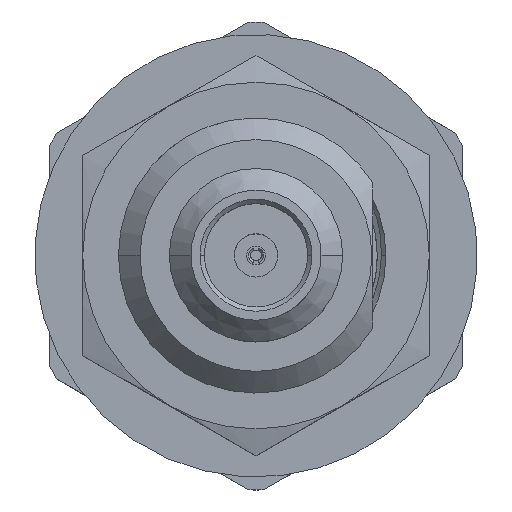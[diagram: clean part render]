
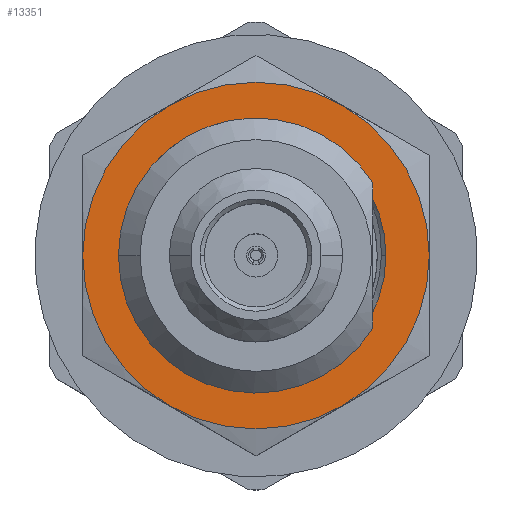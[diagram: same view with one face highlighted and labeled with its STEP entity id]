
A CAD part, top view. The second image highlights one B-rep face of the part: STEP entity #13351.
In plain terms, the highlighted planar face has unit normal (0, 0, 1).
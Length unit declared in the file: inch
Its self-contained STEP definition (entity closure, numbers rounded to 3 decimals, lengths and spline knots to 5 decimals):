
#216 = EDGE_CURVE ( 'NONE', #2348, #8247, #2079, .T. ) ;
#467 = DIRECTION ( 'NONE',  ( 0., 0., -1. ) ) ;
#674 = CARTESIAN_POINT ( 'NONE',  ( -0.14835, 0.08389, 0.71804 ) ) ;
#903 = EDGE_LOOP ( 'NONE', ( #6248, #4954, #6013, #1786, #8969, #8896 ) ) ;
#1194 = CIRCLE ( 'NONE', #11132, 0.15748 ) ;
#1196 = AXIS2_PLACEMENT_3D ( 'NONE', #7266, #2018, #1884 ) ;
#1209 = CARTESIAN_POINT ( 'NONE',  ( -0.05548, 0.00088, 0.71804 ) ) ;
#1232 = EDGE_CURVE ( 'NONE', #8247, #10673, #1451, .T. ) ;
#1268 = AXIS2_PLACEMENT_3D ( 'NONE', #4757, #8064, #13208 ) ;
#1339 = ORIENTED_EDGE ( 'NONE', *, *, #5037, .T. ) ;
#1451 = CIRCLE ( 'NONE', #3202, 0.11811 ) ;
#1519 = DIRECTION ( 'NONE',  ( 0., 0., 1. ) ) ;
#1627 = CARTESIAN_POINT ( 'NONE',  ( -0.17314, 0.02721, 0.71804 ) ) ;
#1657 = CARTESIAN_POINT ( 'NONE',  ( -0.10427, 0.11299, 0.71804 ) ) ;
#1702 = DIRECTION ( 'NONE',  ( 0., 0., 1. ) ) ;
#1786 = ORIENTED_EDGE ( 'NONE', *, *, #9862, .T. ) ;
#1861 = CARTESIAN_POINT ( 'NONE',  ( -0.11255, 0.10967, 0.71804 ) ) ;
#1884 = DIRECTION ( 'NONE',  ( 1., 0., 0. ) ) ;
#2013 = EDGE_LOOP ( 'NONE', ( #6781, #9304, #1339, #10394 ) ) ;
#2018 = DIRECTION ( 'NONE',  ( 0., 0., 1. ) ) ;
#2079 = B_SPLINE_CURVE_WITH_KNOTS ( 'NONE', 3,
 ( #11406, #12313, #10239, #1861, #1657, #11201, #11138, #10364, #13291, #4902, #2774, #7107 ),
 .UNSPECIFIED., .F., .F.,
 ( 4, 2, 2, 2, 2, 4 ),
 ( 0., 0.25, 0.5, 0.625, 0.75, 1. ),
 .UNSPECIFIED. ) ;
#2348 = VERTEX_POINT ( 'NONE', #3335 ) ;
#2696 = CIRCLE ( 'NONE', #8208, 0.11811 ) ;
#2753 = DIRECTION ( 'NONE',  ( 1., 0., 0. ) ) ;
#2774 = CARTESIAN_POINT ( 'NONE',  ( -0.05185, 0.11979, 0.71804 ) ) ;
#2809 = DIRECTION ( 'NONE',  ( 1., 0., 0. ) ) ;
#2870 = CARTESIAN_POINT ( 'NONE',  ( -0.14226, 0.09058, 0.71804 ) ) ;
#2880 = CARTESIAN_POINT ( 'NONE',  ( -0.17323, -0.00835, 0.71804 ) ) ;
#3147 = CARTESIAN_POINT ( 'NONE',  ( 0.102, 0.00088, 0.71804 ) ) ;
#3202 = AXIS2_PLACEMENT_3D ( 'NONE', #5836, #467, #2809 ) ;
#3335 = CARTESIAN_POINT ( 'NONE',  ( -0.14226, 0.09058, 0.71804 ) ) ;
#3393 = CIRCLE ( 'NONE', #9804, 0.15748 ) ;
#3418 = DIRECTION ( 'NONE',  ( 1., 0., 0. ) ) ;
#3506 = CARTESIAN_POINT ( 'NONE',  ( -0.13422, 0.13726, 0.71804 ) ) ;
#3711 = CARTESIAN_POINT ( 'NONE',  ( -0.17031, 0.04036, 0.71804 ) ) ;
#3771 = EDGE_CURVE ( 'NONE', #11796, #8070, #7223, .T. ) ;
#3774 = CARTESIAN_POINT ( 'NONE',  ( -0.17323, -0.00835, 0.71804 ) ) ;
#3806 = VERTEX_POINT ( 'NONE', #3147 ) ;
#3839 = CARTESIAN_POINT ( 'NONE',  ( -0.16608, 0.05293, 0.71804 ) ) ;
#4025 = CARTESIAN_POINT ( 'NONE',  ( -0.04323, 0.11835, 0.71804 ) ) ;
#4215 = CIRCLE ( 'NONE', #9972, 0.15748 ) ;
#4673 = DIRECTION ( 'NONE',  ( 0., 0., -1. ) ) ;
#4757 = CARTESIAN_POINT ( 'NONE',  ( -0.05548, 0.00088, 0.71804 ) ) ;
#4780 = CARTESIAN_POINT ( 'NONE',  ( -0.21296, 0.00088, 0.71804 ) ) ;
#4902 = CARTESIAN_POINT ( 'NONE',  ( -0.06067, 0.12025, 0.71804 ) ) ;
#4915 = VERTEX_POINT ( 'NONE', #3506 ) ;
#4954 = ORIENTED_EDGE ( 'NONE', *, *, #12818, .T. ) ;
#4998 = CARTESIAN_POINT ( 'NONE',  ( -0.16247, 0.06105, 0.71804 ) ) ;
#5002 = EDGE_CURVE ( 'NONE', #10673, #9843, #2696, .T. ) ;
#5037 = EDGE_CURVE ( 'NONE', #9843, #2348, #8219, .T. ) ;
#5077 = PLANE ( 'NONE',  #12479 ) ;
#5186 = CARTESIAN_POINT ( 'NONE',  ( 0.02326, -0.13551, 0.71804 ) ) ;
#5214 = FACE_BOUND ( 'NONE', #2013, .T. ) ;
#5219 = VERTEX_POINT ( 'NONE', #5186 ) ;
#5479 = CARTESIAN_POINT ( 'NONE',  ( -0.05548, 0.00088, 0.71804 ) ) ;
#5629 = EDGE_CURVE ( 'NONE', #8070, #5219, #4215, .T. ) ;
#5786 = CARTESIAN_POINT ( 'NONE',  ( -0.05548, 0.00088, 0.71804 ) ) ;
#5836 = CARTESIAN_POINT ( 'NONE',  ( -0.05548, 0.00088, 0.71804 ) ) ;
#5841 = DIRECTION ( 'NONE',  ( 1., 0., 0. ) ) ;
#6013 = ORIENTED_EDGE ( 'NONE', *, *, #13513, .T. ) ;
#6044 = CARTESIAN_POINT ( 'NONE',  ( -0.05548, 0.00088, 0.71804 ) ) ;
#6248 = ORIENTED_EDGE ( 'NONE', *, *, #10432, .T. ) ;
#6309 = DIRECTION ( 'NONE',  ( 1., 0., 0. ) ) ;
#6781 = ORIENTED_EDGE ( 'NONE', *, *, #1232, .T. ) ;
#6950 = CARTESIAN_POINT ( 'NONE',  ( -0.17143, 0.03596, 0.71804 ) ) ;
#7107 = CARTESIAN_POINT ( 'NONE',  ( -0.04323, 0.11835, 0.71804 ) ) ;
#7223 = CIRCLE ( 'NONE', #1268, 0.15748 ) ;
#7266 = CARTESIAN_POINT ( 'NONE',  ( -0.05548, 0.00088, 0.71804 ) ) ;
#7918 = CARTESIAN_POINT ( 'NONE',  ( -0.1604, 0.06508, 0.71804 ) ) ;
#8064 = DIRECTION ( 'NONE',  ( 0., 0., 1. ) ) ;
#8070 = VERTEX_POINT ( 'NONE', #11372 ) ;
#8208 = AXIS2_PLACEMENT_3D ( 'NONE', #5479, #4673, #13121 ) ;
#8219 = B_SPLINE_CURVE_WITH_KNOTS ( 'NONE', 3,
 ( #3774, #11173, #10074, #11239, #1627, #6950, #3711, #12217, #3839, #4998, #7918, #8968, #674, #2870 ),
 .UNSPECIFIED., .F., .F.,
 ( 4, 2, 2, 2, 2, 2, 4 ),
 ( 0., 0.25, 0.375, 0.5, 0.625, 0.75, 1. ),
 .UNSPECIFIED. ) ;
#8247 = VERTEX_POINT ( 'NONE', #4025 ) ;
#8273 = CARTESIAN_POINT ( 'NONE',  ( 0.06263, 0.00088, 0.71804 ) ) ;
#8896 = ORIENTED_EDGE ( 'NONE', *, *, #5629, .T. ) ;
#8968 = CARTESIAN_POINT ( 'NONE',  ( -0.15365, 0.07669, 0.71804 ) ) ;
#8969 = ORIENTED_EDGE ( 'NONE', *, *, #3771, .T. ) ;
#9304 = ORIENTED_EDGE ( 'NONE', *, *, #5002, .T. ) ;
#9699 = DIRECTION ( 'NONE',  ( 0., 0., 1. ) ) ;
#9804 = AXIS2_PLACEMENT_3D ( 'NONE', #5786, #1519, #10914 ) ;
#9843 = VERTEX_POINT ( 'NONE', #2880 ) ;
#9862 = EDGE_CURVE ( 'NONE', #4915, #11796, #1194, .T. ) ;
#9972 = AXIS2_PLACEMENT_3D ( 'NONE', #12222, #12156, #5841 ) ;
#10074 = CARTESIAN_POINT ( 'NONE',  ( -0.17482, 0.00939, 0.71804 ) ) ;
#10239 = CARTESIAN_POINT ( 'NONE',  ( -0.12823, 0.1013, 0.71804 ) ) ;
#10262 = CIRCLE ( 'NONE', #1196, 0.15748 ) ;
#10364 = CARTESIAN_POINT ( 'NONE',  ( -0.0785, 0.11899, 0.71804 ) ) ;
#10394 = ORIENTED_EDGE ( 'NONE', *, *, #216, .T. ) ;
#10432 = EDGE_CURVE ( 'NONE', #5219, #3806, #3393, .T. ) ;
#10483 = AXIS2_PLACEMENT_3D ( 'NONE', #1209, #9699, #3418 ) ;
#10673 = VERTEX_POINT ( 'NONE', #8273 ) ;
#10914 = DIRECTION ( 'NONE',  ( 1., 0., 0. ) ) ;
#11022 = VERTEX_POINT ( 'NONE', #11769 ) ;
#11132 = AXIS2_PLACEMENT_3D ( 'NONE', #6044, #1702, #2753 ) ;
#11138 = CARTESIAN_POINT ( 'NONE',  ( -0.08719, 0.11754, 0.71804 ) ) ;
#11173 = CARTESIAN_POINT ( 'NONE',  ( -0.17453, 0.0005, 0.71804 ) ) ;
#11201 = CARTESIAN_POINT ( 'NONE',  ( -0.09149, 0.11658, 0.71804 ) ) ;
#11239 = CARTESIAN_POINT ( 'NONE',  ( -0.17375, 0.02279, 0.71804 ) ) ;
#11372 = CARTESIAN_POINT ( 'NONE',  ( -0.13422, -0.13551, 0.71804 ) ) ;
#11406 = CARTESIAN_POINT ( 'NONE',  ( -0.14226, 0.09058, 0.71804 ) ) ;
#11512 = CARTESIAN_POINT ( 'NONE',  ( -0.05548, 0.00088, 0.71804 ) ) ;
#11581 = DIRECTION ( 'NONE',  ( 0., 0., 1. ) ) ;
#11646 = FACE_OUTER_BOUND ( 'NONE', #903, .T. ) ;
#11769 = CARTESIAN_POINT ( 'NONE',  ( 0.02326, 0.13726, 0.71804 ) ) ;
#11796 = VERTEX_POINT ( 'NONE', #4780 ) ;
#12156 = DIRECTION ( 'NONE',  ( 0., 0., 1. ) ) ;
#12217 = CARTESIAN_POINT ( 'NONE',  ( -0.16764, 0.04879, 0.71804 ) ) ;
#12222 = CARTESIAN_POINT ( 'NONE',  ( -0.05548, 0.00088, 0.71804 ) ) ;
#12313 = CARTESIAN_POINT ( 'NONE',  ( -0.13551, 0.09633, 0.71804 ) ) ;
#12479 = AXIS2_PLACEMENT_3D ( 'NONE', #11512, #11581, #6309 ) ;
#12818 = EDGE_CURVE ( 'NONE', #3806, #11022, #10262, .T. ) ;
#13121 = DIRECTION ( 'NONE',  ( 1., 0., 0. ) ) ;
#13208 = DIRECTION ( 'NONE',  ( 1., 0., 0. ) ) ;
#13291 = CARTESIAN_POINT ( 'NONE',  ( -0.07418, 0.11947, 0.71804 ) ) ;
#13351 = ADVANCED_FACE ( 'NONE', ( #5214, #11646 ), #5077, .T. ) ;
#13513 = EDGE_CURVE ( 'NONE', #11022, #4915, #13586, .T. ) ;
#13586 = CIRCLE ( 'NONE', #10483, 0.15748 ) ;
